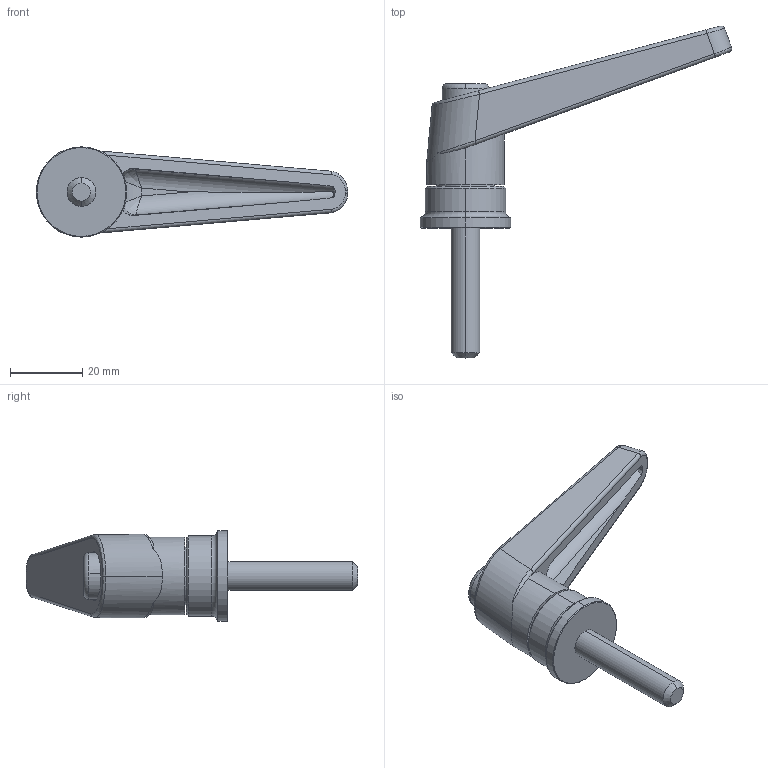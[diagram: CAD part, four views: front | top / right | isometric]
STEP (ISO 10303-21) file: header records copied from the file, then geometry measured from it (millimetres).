
FILE_DESCRIPTION(('STEP AP214'),'1');
FILE_NAME('HALDERN_EH_24420_1150.stp','2014-05-22T13:25:57',('TraceParts'),('TraceParts S.A.'),'XStep 1.0',' ',' ');
FILE_SCHEMA(('automotive_design'));
Length unit declared in the file: millimetre
Products named in the file (2): EH_24420_1150|EH_24420_1150-01:1;Fase1; EH_24420_1150|EH_24420_1150-02:1;Schnitt-Linear austragen2
Bounding box: 86.22 x 91.94 x 25 mm (x, y, z)
Volume: 24908.7 mm3; surface area: 10780.8 mm2
Topology: 2 solids, 2 shells, 88 faces, 208 edges, 127 vertices
Faces by surface type: cylinder 34, plane 27, bspline 14, cone 8, torus 5
Entity records: 5489 total; most frequent: CARTESIAN_POINT 1107, DIRECTION 423, STYLED_ITEM 421, PRESENTATION_STYLE_ASSIGNMENT 421, COLOUR_RGB 421, ORIENTED_EDGE 408, EDGE_CURVE 204, CURVE_STYLE 204
